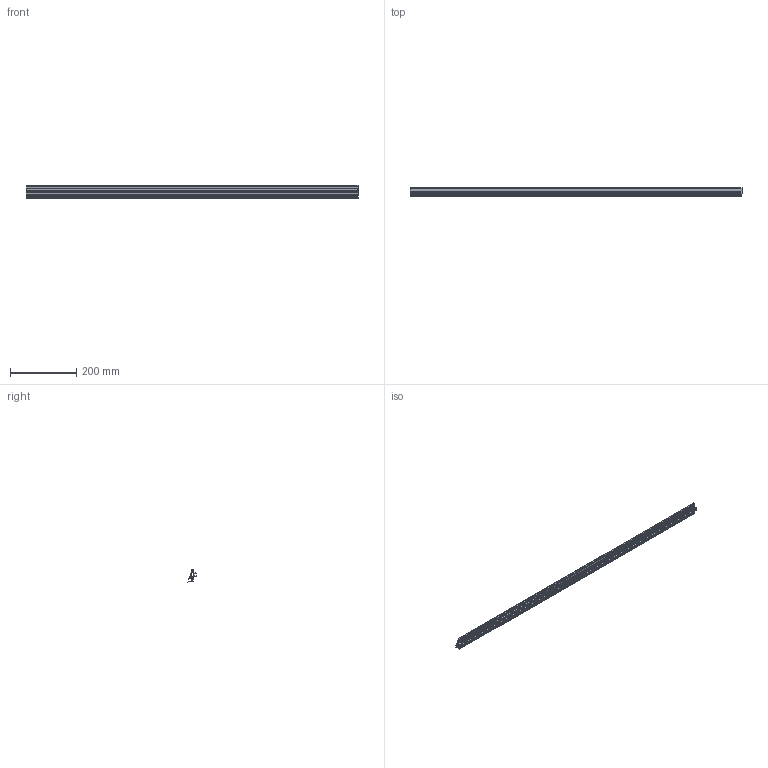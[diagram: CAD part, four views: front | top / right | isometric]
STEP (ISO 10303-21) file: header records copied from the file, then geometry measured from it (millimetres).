
FILE_DESCRIPTION(/* description */ ('KriTec Schutzscheibenprofil 10 inkl. Clipleiste'),/* implementation_level */ '2;1');
FILE_NAME(/* name */ '80027_KriTec_Schutzscheibenprofil_10_inkl_Clipleiste.stp',/* time_stamp */ '2019-07-03T12:27:52+02:00',/* author */ ('jendrek'),/* organization */ (''),/* preprocessor_version */ 'ST-DEVELOPER v17',/* originating_system */ 'Autodesk Inventor 2018',/* authorisation */ '');
FILE_SCHEMA (('AUTOMOTIVE_DESIGN { 1 0 10303 214 3 1 1 }'));
Length unit declared in the file: millimetre
Products named in the file (3): 80027; 80023; 80024
Assembly tree (2 placements, depth 2):
  80027
    80023
    80024
Bounding box: 1000 x 26.72 x 39.42 mm (x, y, z)
Volume: 220920 mm3; surface area: 360323.6 mm2
Topology: 2 solids, 2 shells, 186 faces, 542 edges, 360 vertices
Faces by surface type: plane 106, cylinder 80
Entity records: 6349 total; most frequent: CARTESIAN_POINT 1093, ORIENTED_EDGE 1084, DIRECTION 1084, EDGE_CURVE 542, LINE 382, VECTOR 382, VERTEX_POINT 360, AXIS2_PLACEMENT_3D 351
